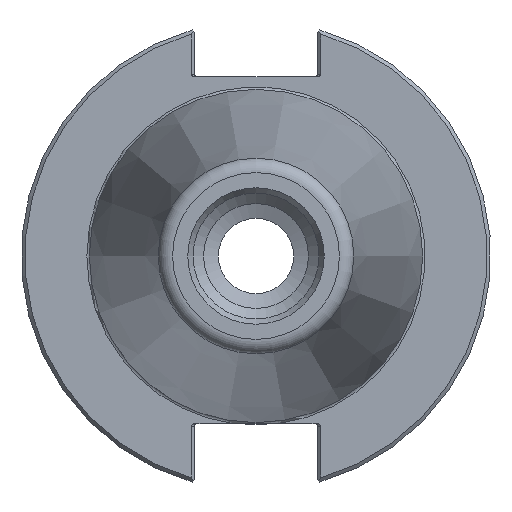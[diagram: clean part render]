
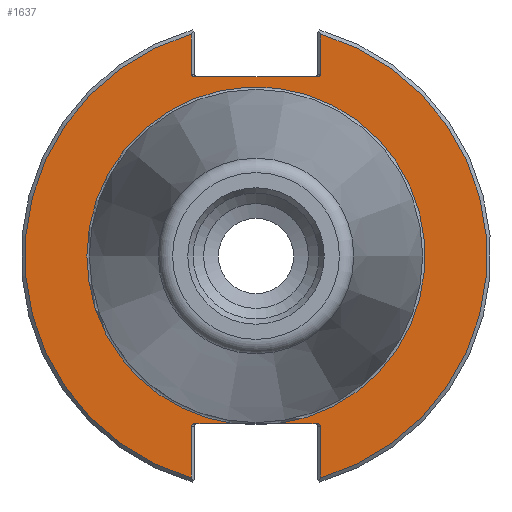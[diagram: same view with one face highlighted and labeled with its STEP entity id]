
A CAD part, left-side view. The second image highlights one B-rep face of the part: STEP entity #1637.
In plain terms, the highlighted planar face has unit normal (-1, 0, 0).
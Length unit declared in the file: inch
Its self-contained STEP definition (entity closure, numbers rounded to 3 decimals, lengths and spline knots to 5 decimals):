
#542=CARTESIAN_POINT('',(0.125,0.50422,1.478));
#543=VERTEX_POINT('',#542);
#550=CARTESIAN_POINT('',(0.125,-0.50422,1.478));
#551=VERTEX_POINT('',#550);
#552=CARTESIAN_POINT('',(0.125,-0.50422,1.478));
#553=DIRECTION('',(0.0,1.0,0.0));
#554=VECTOR('',#553,1.00843);
#555=LINE('',#552,#554);
#556=EDGE_CURVE('',#551,#543,#555,.T.);
#609=CARTESIAN_POINT('',(0.125,-0.5325,1.498));
#610=VERTEX_POINT('',#609);
#611=CARTESIAN_POINT('',(0.125,-0.50422,1.498));
#612=DIRECTION('',(-1.0,0.0,0.0));
#613=DIRECTION('',(0.0,-1.0,0.0));
#614=AXIS2_PLACEMENT_3D('',#611,#612,#613);
#615=ELLIPSE('',#614,0.02828,0.02);
#616=EDGE_CURVE('',#551,#610,#615,.T.);
#742=CARTESIAN_POINT('',(0.125,-0.5325,1.83167));
#743=VERTEX_POINT('',#742);
#744=CARTESIAN_POINT('',(0.125,-0.5325,1.498));
#745=DIRECTION('',(0.0,0.0,1.0));
#746=VECTOR('',#745,0.33367);
#747=LINE('',#744,#746);
#748=EDGE_CURVE('',#610,#743,#747,.T.);
#773=CARTESIAN_POINT('',(0.125,-0.5325,-1.403));
#774=VERTEX_POINT('',#773);
#775=CARTESIAN_POINT('',(0.125,-0.50422,-1.383));
#776=VERTEX_POINT('',#775);
#777=CARTESIAN_POINT('',(0.125,-0.50422,-1.403));
#778=DIRECTION('',(-1.0,0.0,0.0));
#779=DIRECTION('',(0.0,-1.0,0.0));
#780=AXIS2_PLACEMENT_3D('',#777,#778,#779);
#781=ELLIPSE('',#780,0.02828,0.02);
#782=EDGE_CURVE('',#774,#776,#781,.T.);
#864=CARTESIAN_POINT('',(0.125,-0.5325,-1.83167));
#865=VERTEX_POINT('',#864);
#872=CARTESIAN_POINT('',(0.125,-0.5325,-1.83167));
#873=DIRECTION('',(0.0,0.0,1.0));
#874=VECTOR('',#873,0.42867);
#875=LINE('',#872,#874);
#876=EDGE_CURVE('',#865,#774,#875,.T.);
#1029=CARTESIAN_POINT('',(0.125,0.50422,-1.383));
#1030=VERTEX_POINT('',#1029);
#1037=CARTESIAN_POINT('',(0.125,0.5325,-1.403));
#1038=VERTEX_POINT('',#1037);
#1039=CARTESIAN_POINT('',(0.125,0.50422,-1.403));
#1040=DIRECTION('',(-1.0,0.0,0.0));
#1041=DIRECTION('',(0.0,1.0,0.0));
#1042=AXIS2_PLACEMENT_3D('',#1039,#1040,#1041);
#1043=ELLIPSE('',#1042,0.02828,0.02);
#1044=EDGE_CURVE('',#1030,#1038,#1043,.T.);
#1170=CARTESIAN_POINT('',(0.125,0.5325,-1.83167));
#1171=VERTEX_POINT('',#1170);
#1172=CARTESIAN_POINT('',(0.125,0.5325,-1.403));
#1173=DIRECTION('',(0.0,0.0,-1.0));
#1174=VECTOR('',#1173,0.42867);
#1175=LINE('',#1172,#1174);
#1176=EDGE_CURVE('',#1038,#1171,#1175,.T.);
#1203=CARTESIAN_POINT('',(0.125,0.5325,1.498));
#1204=VERTEX_POINT('',#1203);
#1211=CARTESIAN_POINT('',(0.125,0.50422,1.498));
#1212=DIRECTION('',(-1.0,0.0,0.0));
#1213=DIRECTION('',(0.0,1.0,0.0));
#1214=AXIS2_PLACEMENT_3D('',#1211,#1212,#1213);
#1215=ELLIPSE('',#1214,0.02828,0.02);
#1216=EDGE_CURVE('',#1204,#543,#1215,.T.);
#1276=CARTESIAN_POINT('',(0.125,0.5325,1.83167));
#1277=VERTEX_POINT('',#1276);
#1284=CARTESIAN_POINT('',(0.125,0.5325,1.83167));
#1285=DIRECTION('',(0.0,0.0,-1.0));
#1286=VECTOR('',#1285,0.33367);
#1287=LINE('',#1284,#1286);
#1288=EDGE_CURVE('',#1277,#1204,#1287,.T.);
#1565=CARTESIAN_POINT('',(0.125,0.0,0.0));
#1566=DIRECTION('',(1.0,0.0,0.0));
#1567=DIRECTION('',(0.0,1.0,0.0));
#1568=AXIS2_PLACEMENT_3D('',#1565,#1566,#1567);
#1569=CIRCLE('',#1568,1.9075);
#1570=EDGE_CURVE('',#1171,#1277,#1569,.T.);
#1590=CARTESIAN_POINT('',(0.125,1.65625,0.0));
#1591=DIRECTION('',(-1.0,0.0,0.0));
#1592=DIRECTION('',(0.0,0.0,1.0));
#1593=AXIS2_PLACEMENT_3D('',#1590,#1591,#1592);
#1594=PLANE('',#1593);
#1595=CARTESIAN_POINT('',(0.125,0.18258,-1.383));
#1596=VERTEX_POINT('',#1595);
#1597=CARTESIAN_POINT('',(0.125,0.50422,-1.383));
#1598=DIRECTION('',(0.0,-1.0,0.0));
#1599=VECTOR('',#1598,0.32163);
#1600=LINE('',#1597,#1599);
#1601=EDGE_CURVE('',#1030,#1596,#1600,.T.);
#1602=ORIENTED_EDGE('',*,*,#1601,.T.);
#1603=CARTESIAN_POINT('',(0.125,-0.18258,-1.383));
#1604=VERTEX_POINT('',#1603);
#1605=CARTESIAN_POINT('',(0.125,0.0,0.0));
#1606=DIRECTION('',(-1.0,0.0,0.0));
#1607=DIRECTION('',(0.0,-1.0,0.0));
#1608=AXIS2_PLACEMENT_3D('',#1605,#1606,#1607);
#1609=CIRCLE('',#1608,1.395);
#1610=EDGE_CURVE('',#1604,#1596,#1609,.T.);
#1611=ORIENTED_EDGE('',*,*,#1610,.F.);
#1612=CARTESIAN_POINT('',(0.125,-0.18258,-1.383));
#1613=DIRECTION('',(0.0,-1.0,0.0));
#1614=VECTOR('',#1613,0.32163);
#1615=LINE('',#1612,#1614);
#1616=EDGE_CURVE('',#1604,#776,#1615,.T.);
#1617=ORIENTED_EDGE('',*,*,#1616,.T.);
#1618=ORIENTED_EDGE('',*,*,#782,.F.);
#1619=ORIENTED_EDGE('',*,*,#876,.F.);
#1620=CARTESIAN_POINT('',(0.125,0.0,0.0));
#1621=DIRECTION('',(1.0,0.0,0.0));
#1622=DIRECTION('',(0.0,-1.0,0.0));
#1623=AXIS2_PLACEMENT_3D('',#1620,#1621,#1622);
#1624=CIRCLE('',#1623,1.9075);
#1625=EDGE_CURVE('',#743,#865,#1624,.T.);
#1626=ORIENTED_EDGE('',*,*,#1625,.F.);
#1627=ORIENTED_EDGE('',*,*,#748,.F.);
#1628=ORIENTED_EDGE('',*,*,#616,.F.);
#1629=ORIENTED_EDGE('',*,*,#556,.T.);
#1630=ORIENTED_EDGE('',*,*,#1216,.F.);
#1631=ORIENTED_EDGE('',*,*,#1288,.F.);
#1632=ORIENTED_EDGE('',*,*,#1570,.F.);
#1633=ORIENTED_EDGE('',*,*,#1176,.F.);
#1634=ORIENTED_EDGE('',*,*,#1044,.F.);
#1635=EDGE_LOOP('',(#1602,#1611,#1617,#1618,#1619,#1626,#1627,#1628,#1629,#1630,#1631,#1632,#1633,#1634));
#1636=FACE_OUTER_BOUND('',#1635,.T.);
#1637=ADVANCED_FACE('',(#1636),#1594,.T.);
